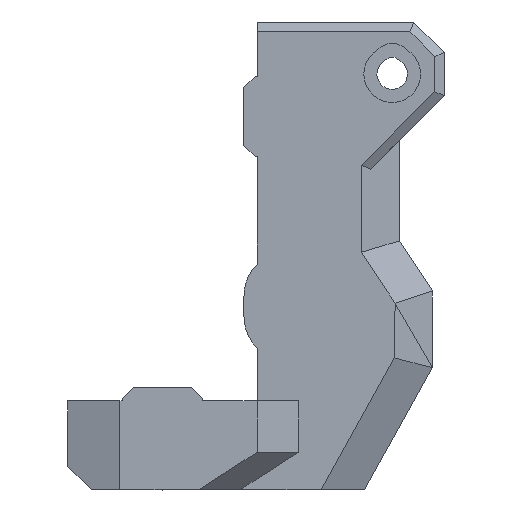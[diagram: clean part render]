
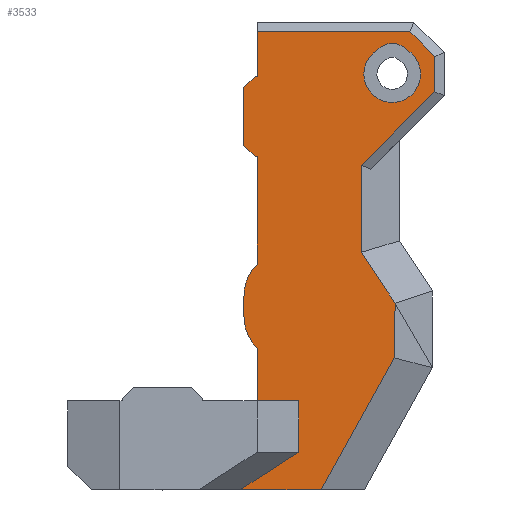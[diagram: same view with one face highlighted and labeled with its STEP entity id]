
A CAD part, left-side view. The second image highlights one B-rep face of the part: STEP entity #3533.
In plain terms, the highlighted planar face has unit normal (-1, 0, 0).
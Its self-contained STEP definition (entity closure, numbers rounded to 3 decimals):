
#87=FACE_BOUND('',#442,.T.);
#103=CIRCLE('',#3766,4.78);
#104=CIRCLE('',#3767,4.78);
#105=CIRCLE('',#3768,2.048);
#106=CIRCLE('',#3769,3.);
#234=FACE_OUTER_BOUND('',#441,.T.);
#441=EDGE_LOOP('',(#2530,#2531,#2532,#2533,#2534,#2535,#2536,#2537,#2538,
#2539,#2540,#2541,#2542,#2543,#2544,#2545,#2546,#2547,#2548,#2549,#2550,
#2551,#2552));
#442=EDGE_LOOP('',(#2553,#2554));
#723=LINE('',#5240,#1144);
#727=LINE('',#5249,#1148);
#728=LINE('',#5251,#1149);
#729=LINE('',#5253,#1150);
#730=LINE('',#5255,#1151);
#731=LINE('',#5257,#1152);
#732=LINE('',#5259,#1153);
#733=LINE('',#5261,#1154);
#734=LINE('',#5262,#1155);
#735=LINE('',#5264,#1156);
#736=LINE('',#5268,#1157);
#737=LINE('',#5272,#1158);
#738=LINE('',#5274,#1159);
#739=LINE('',#5276,#1160);
#740=LINE('',#5278,#1161);
#741=LINE('',#5280,#1162);
#742=LINE('',#5282,#1163);
#743=LINE('',#5284,#1164);
#744=LINE('',#5286,#1165);
#745=LINE('',#5288,#1166);
#746=LINE('',#5289,#1167);
#1144=VECTOR('',#4231,10.);
#1148=VECTOR('',#4237,10.);
#1149=VECTOR('',#4238,10.);
#1150=VECTOR('',#4239,10.);
#1151=VECTOR('',#4240,10.);
#1152=VECTOR('',#4241,10.);
#1153=VECTOR('',#4242,10.);
#1154=VECTOR('',#4243,10.);
#1155=VECTOR('',#4244,10.);
#1156=VECTOR('',#4245,10.);
#1157=VECTOR('',#4248,10.);
#1158=VECTOR('',#4251,10.);
#1159=VECTOR('',#4252,10.);
#1160=VECTOR('',#4253,10.);
#1161=VECTOR('',#4254,10.);
#1162=VECTOR('',#4255,10.);
#1163=VECTOR('',#4256,10.);
#1164=VECTOR('',#4257,10.);
#1165=VECTOR('',#4258,10.);
#1166=VECTOR('',#4259,10.);
#1167=VECTOR('',#4260,10.);
#1525=VERTEX_POINT('',#5238);
#1526=VERTEX_POINT('',#5239);
#1529=VERTEX_POINT('',#5247);
#1530=VERTEX_POINT('',#5248);
#1531=VERTEX_POINT('',#5250);
#1532=VERTEX_POINT('',#5252);
#1533=VERTEX_POINT('',#5254);
#1534=VERTEX_POINT('',#5256);
#1535=VERTEX_POINT('',#5258);
#1536=VERTEX_POINT('',#5260);
#1537=VERTEX_POINT('',#5263);
#1538=VERTEX_POINT('',#5265);
#1539=VERTEX_POINT('',#5267);
#1540=VERTEX_POINT('',#5269);
#1541=VERTEX_POINT('',#5271);
#1542=VERTEX_POINT('',#5273);
#1543=VERTEX_POINT('',#5275);
#1544=VERTEX_POINT('',#5277);
#1545=VERTEX_POINT('',#5279);
#1546=VERTEX_POINT('',#5281);
#1547=VERTEX_POINT('',#5283);
#1548=VERTEX_POINT('',#5285);
#1549=VERTEX_POINT('',#5287);
#1550=VERTEX_POINT('',#5290);
#1551=VERTEX_POINT('',#5291);
#1895=EDGE_CURVE('',#1525,#1526,#723,.T.);
#1899=EDGE_CURVE('',#1529,#1530,#727,.T.);
#1900=EDGE_CURVE('',#1530,#1531,#728,.T.);
#1901=EDGE_CURVE('',#1532,#1531,#729,.T.);
#1902=EDGE_CURVE('',#1533,#1532,#730,.T.);
#1903=EDGE_CURVE('',#1533,#1534,#731,.T.);
#1904=EDGE_CURVE('',#1534,#1535,#732,.T.);
#1905=EDGE_CURVE('',#1535,#1536,#733,.T.);
#1906=EDGE_CURVE('',#1536,#1525,#734,.T.);
#1907=EDGE_CURVE('',#1526,#1537,#735,.T.);
#1908=EDGE_CURVE('',#1537,#1538,#103,.T.);
#1909=EDGE_CURVE('',#1538,#1539,#736,.T.);
#1910=EDGE_CURVE('',#1539,#1540,#104,.T.);
#1911=EDGE_CURVE('',#1540,#1541,#737,.T.);
#1912=EDGE_CURVE('',#1541,#1542,#738,.T.);
#1913=EDGE_CURVE('',#1543,#1542,#739,.T.);
#1914=EDGE_CURVE('',#1544,#1543,#740,.T.);
#1915=EDGE_CURVE('',#1545,#1544,#741,.T.);
#1916=EDGE_CURVE('',#1546,#1545,#742,.T.);
#1917=EDGE_CURVE('',#1547,#1546,#743,.T.);
#1918=EDGE_CURVE('',#1548,#1547,#744,.T.);
#1919=EDGE_CURVE('',#1549,#1548,#745,.T.);
#1920=EDGE_CURVE('',#1529,#1549,#746,.T.);
#1921=EDGE_CURVE('',#1550,#1551,#105,.T.);
#1922=EDGE_CURVE('',#1551,#1550,#106,.T.);
#2530=ORIENTED_EDGE('',*,*,#1899,.T.);
#2531=ORIENTED_EDGE('',*,*,#1900,.T.);
#2532=ORIENTED_EDGE('',*,*,#1901,.F.);
#2533=ORIENTED_EDGE('',*,*,#1902,.F.);
#2534=ORIENTED_EDGE('',*,*,#1903,.T.);
#2535=ORIENTED_EDGE('',*,*,#1904,.T.);
#2536=ORIENTED_EDGE('',*,*,#1905,.T.);
#2537=ORIENTED_EDGE('',*,*,#1906,.T.);
#2538=ORIENTED_EDGE('',*,*,#1895,.T.);
#2539=ORIENTED_EDGE('',*,*,#1907,.T.);
#2540=ORIENTED_EDGE('',*,*,#1908,.T.);
#2541=ORIENTED_EDGE('',*,*,#1909,.T.);
#2542=ORIENTED_EDGE('',*,*,#1910,.T.);
#2543=ORIENTED_EDGE('',*,*,#1911,.T.);
#2544=ORIENTED_EDGE('',*,*,#1912,.T.);
#2545=ORIENTED_EDGE('',*,*,#1913,.F.);
#2546=ORIENTED_EDGE('',*,*,#1914,.F.);
#2547=ORIENTED_EDGE('',*,*,#1915,.F.);
#2548=ORIENTED_EDGE('',*,*,#1916,.F.);
#2549=ORIENTED_EDGE('',*,*,#1917,.F.);
#2550=ORIENTED_EDGE('',*,*,#1918,.F.);
#2551=ORIENTED_EDGE('',*,*,#1919,.F.);
#2552=ORIENTED_EDGE('',*,*,#1920,.F.);
#2553=ORIENTED_EDGE('',*,*,#1921,.T.);
#2554=ORIENTED_EDGE('',*,*,#1922,.T.);
#3369=PLANE('',#3765);
#3533=ADVANCED_FACE('',(#234,#87),#3369,.F.);
#3765=AXIS2_PLACEMENT_3D('',#5246,#4235,#4236);
#3766=AXIS2_PLACEMENT_3D('',#5266,#4246,#4247);
#3767=AXIS2_PLACEMENT_3D('',#5270,#4249,#4250);
#3768=AXIS2_PLACEMENT_3D('',#5292,#4261,#4262);
#3769=AXIS2_PLACEMENT_3D('',#5293,#4263,#4264);
#4231=DIRECTION('',(0.,-1.,0.));
#4235=DIRECTION('center_axis',(1.,0.,0.));
#4236=DIRECTION('ref_axis',(0.,0.,-1.));
#4237=DIRECTION('',(0.,0.,1.));
#4238=DIRECTION('',(0.,0.707,0.707));
#4239=DIRECTION('',(0.,-1.,0.));
#4240=DIRECTION('',(0.,0.,1.));
#4241=DIRECTION('',(0.,1.,0.));
#4242=DIRECTION('',(0.,0.707,-0.707));
#4243=DIRECTION('',(0.,0.,-1.));
#4244=DIRECTION('',(0.,-0.707,-0.707));
#4245=DIRECTION('',(0.,0.,-1.));
#4246=DIRECTION('center_axis',(-1.,0.,0.));
#4247=DIRECTION('ref_axis',(0.,1.,0.));
#4248=DIRECTION('',(0.,0.,-1.));
#4249=DIRECTION('center_axis',(-1.,0.,0.));
#4250=DIRECTION('ref_axis',(0.,1.,0.));
#4251=DIRECTION('',(0.,0.,-1.));
#4252=DIRECTION('',(0.,-1.,0.));
#4253=DIRECTION('',(0.,0.,1.));
#4254=DIRECTION('',(0.,-0.841,0.541));
#4255=DIRECTION('',(0.,1.,0.));
#4256=DIRECTION('',(0.,0.486,-0.874));
#4257=DIRECTION('',(0.,0.01,-1.));
#4258=DIRECTION('',(0.,-0.552,-0.834));
#4259=DIRECTION('',(0.,0.,-1.));
#4260=DIRECTION('',(0.,0.707,-0.707));
#4261=DIRECTION('center_axis',(1.,0.,0.));
#4262=DIRECTION('ref_axis',(0.,1.,0.));
#4263=DIRECTION('center_axis',(1.,0.,0.));
#4264=DIRECTION('ref_axis',(0.,1.,0.));
#5238=CARTESIAN_POINT('',(-31.818,-17.275,35.175));
#5239=CARTESIAN_POINT('',(-31.818,-17.5,35.175));
#5240=CARTESIAN_POINT('',(-31.818,-21.972,35.175));
#5246=CARTESIAN_POINT('Origin',(-31.818,-26.557,34.828));
#5247=CARTESIAN_POINT('',(-31.818,-36.25,42.036));
#5248=CARTESIAN_POINT('',(-31.818,-36.25,45.764));
#5249=CARTESIAN_POINT('',(-31.818,-36.25,39.364));
#5250=CARTESIAN_POINT('',(-31.818,-33.614,48.4));
#5251=CARTESIAN_POINT('',(-31.818,-35.902,46.112));
#5252=CARTESIAN_POINT('',(-31.818,-17.5,48.4));
#5253=CARTESIAN_POINT('',(-31.818,-26.109,48.4));
#5254=CARTESIAN_POINT('',(-31.818,-17.5,43.625));
#5255=CARTESIAN_POINT('',(-31.818,-17.5,40.985));
#5256=CARTESIAN_POINT('',(-31.818,-17.275,43.625));
#5257=CARTESIAN_POINT('',(-31.818,-21.972,43.625));
#5258=CARTESIAN_POINT('',(-31.818,-16.1,42.45));
#5259=CARTESIAN_POINT('',(-31.818,-17.103,43.453));
#5260=CARTESIAN_POINT('',(-31.818,-16.1,36.35));
#5261=CARTESIAN_POINT('',(-31.818,-16.1,36.962));
#5262=CARTESIAN_POINT('',(-31.818,-19.388,33.062));
#5263=CARTESIAN_POINT('',(-31.818,-17.5,23.85));
#5264=CARTESIAN_POINT('',(-31.818,-17.5,32.17));
#5265=CARTESIAN_POINT('',(-31.818,-16.1,20.47));
#5266=CARTESIAN_POINT('Origin',(-31.818,-20.88,20.47));
#5267=CARTESIAN_POINT('',(-31.818,-16.1,18.33));
#5268=CARTESIAN_POINT('',(-31.818,-16.1,27.114));
#5269=CARTESIAN_POINT('',(-31.818,-17.5,14.95));
#5270=CARTESIAN_POINT('Origin',(-31.818,-20.88,18.33));
#5271=CARTESIAN_POINT('',(-31.818,-17.5,9.4));
#5272=CARTESIAN_POINT('',(-31.818,-17.5,23.502));
#5273=CARTESIAN_POINT('',(-31.818,-21.889,9.4));
#5274=CARTESIAN_POINT('',(-31.818,-21.313,9.4));
#5275=CARTESIAN_POINT('',(-31.818,-21.889,4.));
#5276=CARTESIAN_POINT('',(-31.818,-21.889,20.764));
#5277=CARTESIAN_POINT('',(-31.818,-15.666,0.));
#5278=CARTESIAN_POINT('',(-31.818,-28.219,8.069));
#5279=CARTESIAN_POINT('',(-31.818,-24.252,0.));
#5280=CARTESIAN_POINT('',(-31.818,-18.194,0.));
#5281=CARTESIAN_POINT('',(-31.818,-32.,13.944));
#5282=CARTESIAN_POINT('',(-31.818,-34.052,17.637));
#5283=CARTESIAN_POINT('',(-31.818,-32.055,19.724));
#5284=CARTESIAN_POINT('',(-31.818,-32.107,25.156));
#5285=CARTESIAN_POINT('',(-31.818,-28.5,25.092));
#5286=CARTESIAN_POINT('',(-31.818,-27.011,27.341));
#5287=CARTESIAN_POINT('',(-31.818,-28.5,34.286));
#5288=CARTESIAN_POINT('',(-31.818,-28.5,33.056));
#5289=CARTESIAN_POINT('',(-31.818,-30.161,35.947));
#5290=CARTESIAN_POINT('',(-31.818,-30.25,46.498));
#5291=CARTESIAN_POINT('',(-31.818,-33.25,46.498));
#5292=CARTESIAN_POINT('Origin',(-31.818,-31.75,45.104));
#5293=CARTESIAN_POINT('Origin',(-31.818,-31.75,43.9));
